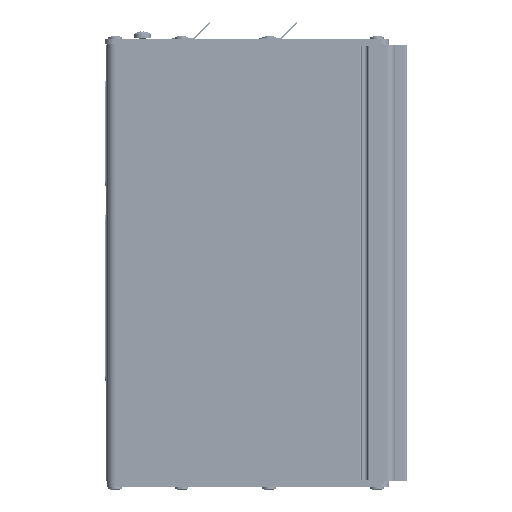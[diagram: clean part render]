
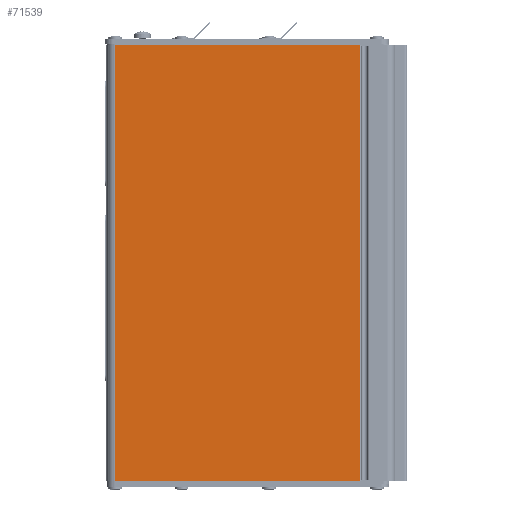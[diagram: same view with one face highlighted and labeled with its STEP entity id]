
A CAD part, left-side view. The second image highlights one B-rep face of the part: STEP entity #71539.
In plain terms, the highlighted planar face has unit normal (-1, 0, 0).
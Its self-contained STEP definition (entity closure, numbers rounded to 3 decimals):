
#100 = VECTOR ( 'NONE', #90952, 1000. ) ;
#4510 = VECTOR ( 'NONE', #77009, 1000. ) ;
#13508 = CARTESIAN_POINT ( 'NONE',  ( -54.5, -3.5, 50. ) ) ;
#16795 = ORIENTED_EDGE ( 'NONE', *, *, #50638, .F. ) ;
#18362 = LINE ( 'NONE', #82491, #84107 ) ;
#21183 = CARTESIAN_POINT ( 'NONE',  ( -54.5, -3.5, 50. ) ) ;
#24773 = EDGE_CURVE ( 'NONE', #85152, #97718, #45949, .T. ) ;
#27915 = VECTOR ( 'NONE', #93314, 1000. ) ;
#36525 = EDGE_CURVE ( 'NONE', #86967, #85152, #96597, .T. ) ;
#39608 = EDGE_LOOP ( 'NONE', ( #76279, #16795, #43065, #61761 ) ) ;
#43065 = ORIENTED_EDGE ( 'NONE', *, *, #87350, .F. ) ;
#43591 = LINE ( 'NONE', #62259, #27915 ) ;
#43631 = PLANE ( 'NONE',  #97257 ) ;
#45949 = LINE ( 'NONE', #68873, #4510 ) ;
#47424 = CARTESIAN_POINT ( 'NONE',  ( -54.5, -103., 50. ) ) ;
#50638 = EDGE_CURVE ( 'NONE', #70623, #86967, #43591, .T. ) ;
#57903 = DIRECTION ( 'NONE',  ( 1., 0., 0. ) ) ;
#61761 = ORIENTED_EDGE ( 'NONE', *, *, #24773, .F. ) ;
#62259 = CARTESIAN_POINT ( 'NONE',  ( -54.5, -103., -127. ) ) ;
#68873 = CARTESIAN_POINT ( 'NONE',  ( -54.5, -104.8, 50. ) ) ;
#70623 = VERTEX_POINT ( 'NONE', #76159 ) ;
#71539 = ADVANCED_FACE ( 'NONE', ( #82341 ), #43631, .F. ) ;
#74683 = CARTESIAN_POINT ( 'NONE',  ( -54.5, -103.5, 50. ) ) ;
#76159 = CARTESIAN_POINT ( 'NONE',  ( -54.5, -103., -127. ) ) ;
#76279 = ORIENTED_EDGE ( 'NONE', *, *, #36525, .F. ) ;
#77009 = DIRECTION ( 'NONE',  ( 0., -1., 0. ) ) ;
#82341 = FACE_OUTER_BOUND ( 'NONE', #39608, .T. ) ;
#82491 = CARTESIAN_POINT ( 'NONE',  ( -54.5, -103., 50. ) ) ;
#84107 = VECTOR ( 'NONE', #98246, 1000. ) ;
#85152 = VERTEX_POINT ( 'NONE', #13508 ) ;
#86967 = VERTEX_POINT ( 'NONE', #93095 ) ;
#87350 = EDGE_CURVE ( 'NONE', #97718, #70623, #18362, .T. ) ;
#90952 = DIRECTION ( 'NONE',  ( 0., 0., 1. ) ) ;
#93095 = CARTESIAN_POINT ( 'NONE',  ( -54.5, -3.5, -127. ) ) ;
#93314 = DIRECTION ( 'NONE',  ( 0., 1., 0. ) ) ;
#96597 = LINE ( 'NONE', #21183, #100 ) ;
#96607 = DIRECTION ( 'NONE',  ( 0., 0., -1. ) ) ;
#97257 = AXIS2_PLACEMENT_3D ( 'NONE', #74683, #57903, #96607 ) ;
#97718 = VERTEX_POINT ( 'NONE', #47424 ) ;
#98246 = DIRECTION ( 'NONE',  ( 0., 0., -1. ) ) ;
